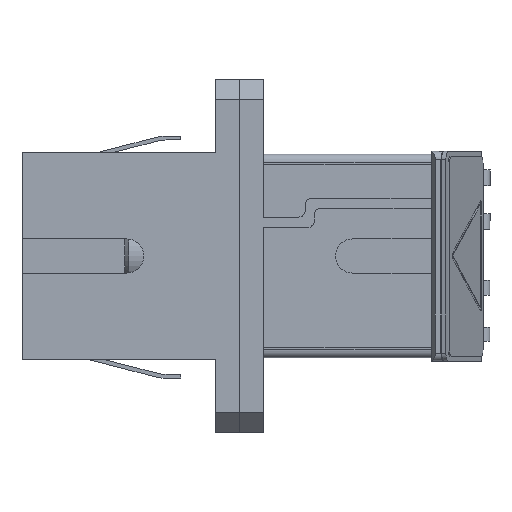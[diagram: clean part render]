
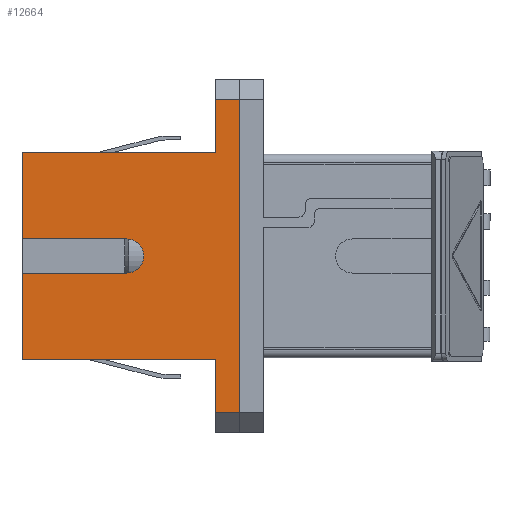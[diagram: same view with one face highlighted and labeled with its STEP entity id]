
A CAD part, left-side view. The second image highlights one B-rep face of the part: STEP entity #12664.
In plain terms, the highlighted planar face has unit normal (-1, 0, 0).
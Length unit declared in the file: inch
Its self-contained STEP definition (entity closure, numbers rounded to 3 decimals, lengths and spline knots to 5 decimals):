
#130 = VECTOR ( 'NONE', #5789, 39.37008 ) ;
#386 = DIRECTION ( 'NONE',  ( 0., 0., 1. ) ) ;
#581 = LINE ( 'NONE', #2668, #8806 ) ;
#698 = CIRCLE ( 'NONE', #1176, 0.0425 ) ;
#700 = DIRECTION ( 'NONE',  ( 0., -1., 0. ) ) ;
#798 = CARTESIAN_POINT ( 'NONE',  ( -0.188, 0.54, 0.0425 ) ) ;
#1112 = VERTEX_POINT ( 'NONE', #3097 ) ;
#1176 = AXIS2_PLACEMENT_3D ( 'NONE', #8677, #4162, #14575 ) ;
#1184 = VERTEX_POINT ( 'NONE', #4709 ) ;
#1373 = CARTESIAN_POINT ( 'NONE',  ( -0.188, 0.06, 0.389 ) ) ;
#1466 = EDGE_CURVE ( 'NONE', #12340, #12183, #10264, .T. ) ;
#1509 = CARTESIAN_POINT ( 'NONE',  ( -0.188, 0.06, -0.389 ) ) ;
#1893 = VERTEX_POINT ( 'NONE', #13459 ) ;
#2021 = CARTESIAN_POINT ( 'NONE',  ( -0.188, 0., 0.389 ) ) ;
#2253 = LINE ( 'NONE', #6452, #13970 ) ;
#2524 = LINE ( 'NONE', #8292, #2821 ) ;
#2668 = CARTESIAN_POINT ( 'NONE',  ( -0.188, 0.54, -0.257 ) ) ;
#2819 = DIRECTION ( 'NONE',  ( 0., -1., 0. ) ) ;
#2821 = VECTOR ( 'NONE', #4878, 39.37008 ) ;
#3014 = ORIENTED_EDGE ( 'NONE', *, *, #4680, .F. ) ;
#3097 = CARTESIAN_POINT ( 'NONE',  ( -0.188, 0.06, 0.257 ) ) ;
#3122 = EDGE_CURVE ( 'NONE', #13249, #6660, #698, .T. ) ;
#3218 = EDGE_LOOP ( 'NONE', ( #13284, #12298, #5500, #4561, #5837, #3014, #5382, #8046, #7238, #9979, #9102, #4705 ) ) ;
#3400 = LINE ( 'NONE', #7936, #6068 ) ;
#3484 = LINE ( 'NONE', #12576, #10524 ) ;
#3595 = LINE ( 'NONE', #1373, #5080 ) ;
#3740 = LINE ( 'NONE', #6029, #6598 ) ;
#3837 = CARTESIAN_POINT ( 'NONE',  ( -0.188, 0., 0.389 ) ) ;
#4162 = DIRECTION ( 'NONE',  ( -1., 0., 0. ) ) ;
#4446 = DIRECTION ( 'NONE',  ( 0., 0., 1. ) ) ;
#4472 = CARTESIAN_POINT ( 'NONE',  ( -0.188, 0.06, -0.389 ) ) ;
#4528 = PLANE ( 'NONE',  #7200 ) ;
#4561 = ORIENTED_EDGE ( 'NONE', *, *, #7363, .F. ) ;
#4680 = EDGE_CURVE ( 'NONE', #7972, #13498, #581, .T. ) ;
#4705 = ORIENTED_EDGE ( 'NONE', *, *, #13213, .F. ) ;
#4709 = CARTESIAN_POINT ( 'NONE',  ( -0.188, 0.06, 0.389 ) ) ;
#4878 = DIRECTION ( 'NONE',  ( 0., 1., 0. ) ) ;
#5022 = LINE ( 'NONE', #6378, #10594 ) ;
#5080 = VECTOR ( 'NONE', #386, 39.37008 ) ;
#5170 = DIRECTION ( 'NONE',  ( 0., 0., 1. ) ) ;
#5382 = ORIENTED_EDGE ( 'NONE', *, *, #7535, .F. ) ;
#5500 = ORIENTED_EDGE ( 'NONE', *, *, #7139, .F. ) ;
#5694 = CARTESIAN_POINT ( 'NONE',  ( -0.188, 0.2805, 0.0425 ) ) ;
#5789 = DIRECTION ( 'NONE',  ( 0., -1., 0. ) ) ;
#5837 = ORIENTED_EDGE ( 'NONE', *, *, #6125, .F. ) ;
#6029 = CARTESIAN_POINT ( 'NONE',  ( -0.188, 0.06, 0.389 ) ) ;
#6068 = VECTOR ( 'NONE', #700, 39.37008 ) ;
#6125 = EDGE_CURVE ( 'NONE', #13498, #1112, #3400, .T. ) ;
#6378 = CARTESIAN_POINT ( 'NONE',  ( -0.188, 0.2805, -0.0425 ) ) ;
#6386 = EDGE_CURVE ( 'NONE', #1893, #13249, #5022, .T. ) ;
#6452 = CARTESIAN_POINT ( 'NONE',  ( -0.188, 0.06, 0.389 ) ) ;
#6598 = VECTOR ( 'NONE', #9362, 39.37008 ) ;
#6660 = VERTEX_POINT ( 'NONE', #5694 ) ;
#7029 = DIRECTION ( 'NONE',  ( 0., 0., 1. ) ) ;
#7060 = FACE_OUTER_BOUND ( 'NONE', #3218, .T. ) ;
#7139 = EDGE_CURVE ( 'NONE', #1184, #14450, #3740, .T. ) ;
#7200 = AXIS2_PLACEMENT_3D ( 'NONE', #9830, #13357, #14391 ) ;
#7238 = ORIENTED_EDGE ( 'NONE', *, *, #6386, .F. ) ;
#7363 = EDGE_CURVE ( 'NONE', #1112, #1184, #2253, .T. ) ;
#7535 = EDGE_CURVE ( 'NONE', #6660, #7972, #2524, .T. ) ;
#7936 = CARTESIAN_POINT ( 'NONE',  ( -0.188, 0.54, 0.257 ) ) ;
#7972 = VERTEX_POINT ( 'NONE', #798 ) ;
#7980 = CARTESIAN_POINT ( 'NONE',  ( -0.188, 0.06, -0.257 ) ) ;
#8029 = VERTEX_POINT ( 'NONE', #12458 ) ;
#8046 = ORIENTED_EDGE ( 'NONE', *, *, #3122, .F. ) ;
#8128 = VERTEX_POINT ( 'NONE', #7980 ) ;
#8162 = DIRECTION ( 'NONE',  ( 0., 0., 1. ) ) ;
#8292 = CARTESIAN_POINT ( 'NONE',  ( -0.188, 0.2805, 0.0425 ) ) ;
#8677 = CARTESIAN_POINT ( 'NONE',  ( -0.188, 0.2805, 0. ) ) ;
#8806 = VECTOR ( 'NONE', #5170, 39.37008 ) ;
#9102 = ORIENTED_EDGE ( 'NONE', *, *, #13715, .T. ) ;
#9123 = LINE ( 'NONE', #12633, #130 ) ;
#9362 = DIRECTION ( 'NONE',  ( 0., -1., 0. ) ) ;
#9830 = CARTESIAN_POINT ( 'NONE',  ( -0.188, 0.06, 0.389 ) ) ;
#9979 = ORIENTED_EDGE ( 'NONE', *, *, #12644, .F. ) ;
#10264 = LINE ( 'NONE', #4472, #10627 ) ;
#10303 = LINE ( 'NONE', #3837, #11176 ) ;
#10524 = VECTOR ( 'NONE', #8162, 39.37008 ) ;
#10594 = VECTOR ( 'NONE', #2819, 39.37008 ) ;
#10627 = VECTOR ( 'NONE', #12437, 39.37008 ) ;
#10761 = EDGE_CURVE ( 'NONE', #12183, #14450, #10303, .T. ) ;
#11176 = VECTOR ( 'NONE', #7029, 39.37008 ) ;
#11606 = CARTESIAN_POINT ( 'NONE',  ( -0.188, 0.2805, -0.0425 ) ) ;
#11804 = CARTESIAN_POINT ( 'NONE',  ( -0.188, 0.54, 0.257 ) ) ;
#12183 = VERTEX_POINT ( 'NONE', #13783 ) ;
#12298 = ORIENTED_EDGE ( 'NONE', *, *, #10761, .T. ) ;
#12340 = VERTEX_POINT ( 'NONE', #1509 ) ;
#12437 = DIRECTION ( 'NONE',  ( 0., -1., 0. ) ) ;
#12458 = CARTESIAN_POINT ( 'NONE',  ( -0.188, 0.54, -0.257 ) ) ;
#12576 = CARTESIAN_POINT ( 'NONE',  ( -0.188, 0.54, -0.257 ) ) ;
#12633 = CARTESIAN_POINT ( 'NONE',  ( -0.188, 0.54, -0.257 ) ) ;
#12644 = EDGE_CURVE ( 'NONE', #8029, #1893, #3484, .T. ) ;
#12664 = ADVANCED_FACE ( 'NONE', ( #7060 ), #4528, .F. ) ;
#13213 = EDGE_CURVE ( 'NONE', #12340, #8128, #3595, .T. ) ;
#13249 = VERTEX_POINT ( 'NONE', #11606 ) ;
#13284 = ORIENTED_EDGE ( 'NONE', *, *, #1466, .T. ) ;
#13357 = DIRECTION ( 'NONE',  ( 1., 0., 0. ) ) ;
#13459 = CARTESIAN_POINT ( 'NONE',  ( -0.188, 0.54, -0.0425 ) ) ;
#13498 = VERTEX_POINT ( 'NONE', #11804 ) ;
#13715 = EDGE_CURVE ( 'NONE', #8029, #8128, #9123, .T. ) ;
#13783 = CARTESIAN_POINT ( 'NONE',  ( -0.188, 0., -0.389 ) ) ;
#13970 = VECTOR ( 'NONE', #4446, 39.37008 ) ;
#14391 = DIRECTION ( 'NONE',  ( 0., 0., -1. ) ) ;
#14450 = VERTEX_POINT ( 'NONE', #2021 ) ;
#14575 = DIRECTION ( 'NONE',  ( 0., 0., -1. ) ) ;
